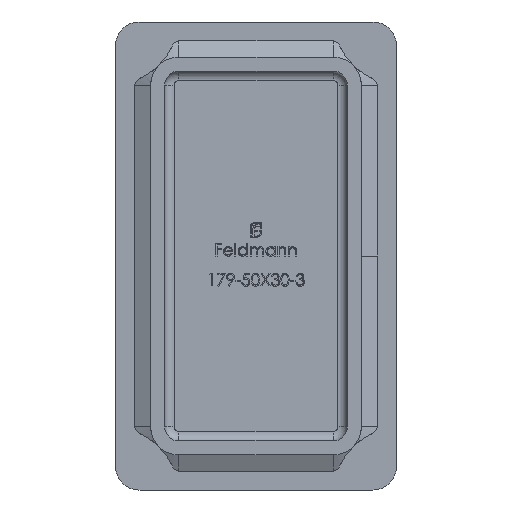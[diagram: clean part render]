
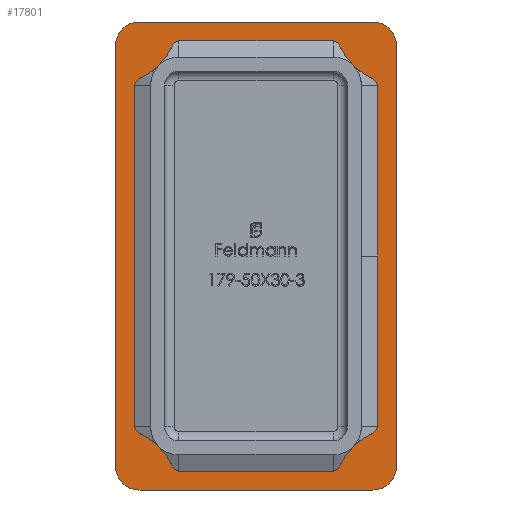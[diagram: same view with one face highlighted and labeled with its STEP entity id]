
A CAD part, front view. The second image highlights one B-rep face of the part: STEP entity #17801.
In plain terms, the highlighted planar face has unit normal (0, -1, 0).
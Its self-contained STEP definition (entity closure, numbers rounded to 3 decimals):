
#64 = DIRECTION ( 'NONE',  ( 0., 0., 1. ) ) ;
#165 = ORIENTED_EDGE ( 'NONE', *, *, #3615, .F. ) ;
#234 = ORIENTED_EDGE ( 'NONE', *, *, #14237, .F. ) ;
#264 = LINE ( 'NONE', #12504, #12791 ) ;
#338 = EDGE_CURVE ( 'NONE', #14815, #13250, #264, .T. ) ;
#493 = ORIENTED_EDGE ( 'NONE', *, *, #14266, .T. ) ;
#772 = ORIENTED_EDGE ( 'NONE', *, *, #9576, .F. ) ;
#907 = CIRCLE ( 'NONE', #18354, 3. ) ;
#1206 = DIRECTION ( 'NONE',  ( 0., 0., 1. ) ) ;
#1395 = ORIENTED_EDGE ( 'NONE', *, *, #22999, .F. ) ;
#1708 = DIRECTION ( 'NONE',  ( 0., 0., 1. ) ) ;
#2649 = EDGE_CURVE ( 'NONE', #17599, #10182, #6869, .T. ) ;
#2691 = ORIENTED_EDGE ( 'NONE', *, *, #16975, .F. ) ;
#3125 = CARTESIAN_POINT ( 'NONE',  ( -15., 0., 25. ) ) ;
#3186 = EDGE_CURVE ( 'NONE', #10597, #13250, #18785, .T. ) ;
#3229 = PLANE ( 'NONE',  #20505 ) ;
#3280 = AXIS2_PLACEMENT_3D ( 'NONE', #4282, #16388, #16536 ) ;
#3283 = VERTEX_POINT ( 'NONE', #12709 ) ;
#3309 = DIRECTION ( 'NONE',  ( 0., 0., 1. ) ) ;
#3325 = CARTESIAN_POINT ( 'NONE',  ( -11.25, 0., 18.25 ) ) ;
#3365 = CARTESIAN_POINT ( 'NONE',  ( 12.5, 0., -25. ) ) ;
#3398 = CIRCLE ( 'NONE', #3559, 2.5 ) ;
#3559 = AXIS2_PLACEMENT_3D ( 'NONE', #6360, #19156, #1206 ) ;
#3615 = EDGE_CURVE ( 'NONE', #6138, #17838, #13779, .T. ) ;
#3811 = VECTOR ( 'NONE', #22878, 1000. ) ;
#4116 = DIRECTION ( 'NONE',  ( 0., 0., 1. ) ) ;
#4233 = DIRECTION ( 'NONE',  ( 0., 0., -1. ) ) ;
#4282 = CARTESIAN_POINT ( 'NONE',  ( 8.25, 0., -18.25 ) ) ;
#4552 = ORIENTED_EDGE ( 'NONE', *, *, #3186, .T. ) ;
#4845 = ORIENTED_EDGE ( 'NONE', *, *, #22515, .F. ) ;
#5161 = VECTOR ( 'NONE', #6256, 1000. ) ;
#5189 = EDGE_CURVE ( 'NONE', #13261, #17200, #10720, .T. ) ;
#5194 = DIRECTION ( 'NONE',  ( 0., -1., 0. ) ) ;
#5196 = AXIS2_PLACEMENT_3D ( 'NONE', #9467, #14826, #4116 ) ;
#5456 = VECTOR ( 'NONE', #64, 1000. ) ;
#5475 = AXIS2_PLACEMENT_3D ( 'NONE', #21830, #11173, #11320 ) ;
#5710 = ORIENTED_EDGE ( 'NONE', *, *, #20827, .F. ) ;
#6138 = VERTEX_POINT ( 'NONE', #15024 ) ;
#6256 = DIRECTION ( 'NONE',  ( -1., 0., 0. ) ) ;
#6360 = CARTESIAN_POINT ( 'NONE',  ( 12.5, 0., -22.5 ) ) ;
#6520 = CARTESIAN_POINT ( 'NONE',  ( -8.25, 0., -21.25 ) ) ;
#6710 = ORIENTED_EDGE ( 'NONE', *, *, #338, .F. ) ;
#6869 = LINE ( 'NONE', #12663, #5456 ) ;
#6947 = VERTEX_POINT ( 'NONE', #17965 ) ;
#7244 = CARTESIAN_POINT ( 'NONE',  ( 12.5, 0., 22.5 ) ) ;
#7292 = ORIENTED_EDGE ( 'NONE', *, *, #17107, .T. ) ;
#7447 = EDGE_LOOP ( 'NONE', ( #19370, #7292, #5710, #9744, #12586, #4552, #6710, #493 ) ) ;
#7688 = CARTESIAN_POINT ( 'NONE',  ( -8.25, 0., -18.25 ) ) ;
#7896 = CARTESIAN_POINT ( 'NONE',  ( 11.25, 0., -18.25 ) ) ;
#7958 = CARTESIAN_POINT ( 'NONE',  ( -15., 0., 22.5 ) ) ;
#8707 = DIRECTION ( 'NONE',  ( 1., 0., 0. ) ) ;
#9029 = DIRECTION ( 'NONE',  ( 0., 0., 1. ) ) ;
#9249 = EDGE_LOOP ( 'NONE', ( #165, #2691, #14494, #21676, #1395, #4845, #234, #772 ) ) ;
#9467 = CARTESIAN_POINT ( 'NONE',  ( -12.5, 0., 22.5 ) ) ;
#9530 = DIRECTION ( 'NONE',  ( 0., -1., 0. ) ) ;
#9576 = EDGE_CURVE ( 'NONE', #17838, #6947, #907, .T. ) ;
#9632 = LINE ( 'NONE', #13854, #3811 ) ;
#9744 = ORIENTED_EDGE ( 'NONE', *, *, #5189, .T. ) ;
#10142 = CARTESIAN_POINT ( 'NONE',  ( 12.5, 0., 25. ) ) ;
#10182 = VERTEX_POINT ( 'NONE', #10519 ) ;
#10482 = CIRCLE ( 'NONE', #21609, 3. ) ;
#10519 = CARTESIAN_POINT ( 'NONE',  ( 11.25, 0., 18.25 ) ) ;
#10597 = VERTEX_POINT ( 'NONE', #17034 ) ;
#10720 = CIRCLE ( 'NONE', #20263, 2.5 ) ;
#10802 = VECTOR ( 'NONE', #4233, 1000. ) ;
#11069 = AXIS2_PLACEMENT_3D ( 'NONE', #22812, #22956, #12147 ) ;
#11173 = DIRECTION ( 'NONE',  ( 0., -1., 0. ) ) ;
#11303 = EDGE_CURVE ( 'NONE', #10597, #17200, #19497, .T. ) ;
#11320 = DIRECTION ( 'NONE',  ( 0., 0., 1. ) ) ;
#11571 = CARTESIAN_POINT ( 'NONE',  ( 15., 0., 22.5 ) ) ;
#11610 = CARTESIAN_POINT ( 'NONE',  ( -15., 0., -22.5 ) ) ;
#12147 = DIRECTION ( 'NONE',  ( 0., 0., 1. ) ) ;
#12255 = CIRCLE ( 'NONE', #5475, 3. ) ;
#12471 = LINE ( 'NONE', #22494, #10802 ) ;
#12504 = CARTESIAN_POINT ( 'NONE',  ( -15., 0., -25. ) ) ;
#12586 = ORIENTED_EDGE ( 'NONE', *, *, #11303, .F. ) ;
#12663 = CARTESIAN_POINT ( 'NONE',  ( 11.25, 0., 18.25 ) ) ;
#12709 = CARTESIAN_POINT ( 'NONE',  ( 8.25, 0., -21.25 ) ) ;
#12791 = VECTOR ( 'NONE', #1708, 1000. ) ;
#12902 = VERTEX_POINT ( 'NONE', #18986 ) ;
#12906 = VECTOR ( 'NONE', #19376, 1000. ) ;
#13037 = CIRCLE ( 'NONE', #3280, 3. ) ;
#13250 = VERTEX_POINT ( 'NONE', #7958 ) ;
#13261 = VERTEX_POINT ( 'NONE', #11571 ) ;
#13779 = LINE ( 'NONE', #21883, #5161 ) ;
#13854 = CARTESIAN_POINT ( 'NONE',  ( -8.25, 0., -21.25 ) ) ;
#13929 = DIRECTION ( 'NONE',  ( 0., 1., 0. ) ) ;
#14237 = EDGE_CURVE ( 'NONE', #6947, #16683, #15961, .T. ) ;
#14266 = EDGE_CURVE ( 'NONE', #14815, #16455, #15401, .T. ) ;
#14494 = ORIENTED_EDGE ( 'NONE', *, *, #2649, .F. ) ;
#14815 = VERTEX_POINT ( 'NONE', #11610 ) ;
#14826 = DIRECTION ( 'NONE',  ( 0., -1., 0. ) ) ;
#15024 = CARTESIAN_POINT ( 'NONE',  ( 8.25, 0., 21.25 ) ) ;
#15273 = VECTOR ( 'NONE', #21281, 1000. ) ;
#15401 = CIRCLE ( 'NONE', #11069, 2.5 ) ;
#15622 = VECTOR ( 'NONE', #8707, 1000. ) ;
#15961 = LINE ( 'NONE', #3325, #12906 ) ;
#16388 = DIRECTION ( 'NONE',  ( 0., -1., 0. ) ) ;
#16455 = VERTEX_POINT ( 'NONE', #20513 ) ;
#16536 = DIRECTION ( 'NONE',  ( 0., 0., -1. ) ) ;
#16683 = VERTEX_POINT ( 'NONE', #20976 ) ;
#16975 = EDGE_CURVE ( 'NONE', #10182, #6138, #12255, .T. ) ;
#17034 = CARTESIAN_POINT ( 'NONE',  ( -12.5, 0., 25. ) ) ;
#17107 = EDGE_CURVE ( 'NONE', #20334, #12902, #3398, .T. ) ;
#17200 = VERTEX_POINT ( 'NONE', #10142 ) ;
#17411 = CARTESIAN_POINT ( 'NONE',  ( 0., 0., 0. ) ) ;
#17599 = VERTEX_POINT ( 'NONE', #7896 ) ;
#17687 = CARTESIAN_POINT ( 'NONE',  ( -8.25, 0., 18.25 ) ) ;
#17801 = ADVANCED_FACE ( 'NONE', ( #20875, #18066 ), #3229, .F. ) ;
#17838 = VERTEX_POINT ( 'NONE', #23021 ) ;
#17965 = CARTESIAN_POINT ( 'NONE',  ( -11.25, 0., 18.25 ) ) ;
#18066 = FACE_OUTER_BOUND ( 'NONE', #7447, .T. ) ;
#18354 = AXIS2_PLACEMENT_3D ( 'NONE', #17687, #5194, #22913 ) ;
#18785 = CIRCLE ( 'NONE', #5196, 2.5 ) ;
#18875 = LINE ( 'NONE', #22996, #15273 ) ;
#18986 = CARTESIAN_POINT ( 'NONE',  ( 15., 0., -22.5 ) ) ;
#19156 = DIRECTION ( 'NONE',  ( 0., -1., 0. ) ) ;
#19370 = ORIENTED_EDGE ( 'NONE', *, *, #20254, .F. ) ;
#19376 = DIRECTION ( 'NONE',  ( 0., 0., -1. ) ) ;
#19497 = LINE ( 'NONE', #3125, #15622 ) ;
#19638 = DIRECTION ( 'NONE',  ( 0., -1., 0. ) ) ;
#19772 = EDGE_CURVE ( 'NONE', #3283, #17599, #13037, .T. ) ;
#20254 = EDGE_CURVE ( 'NONE', #20334, #16455, #18875, .T. ) ;
#20263 = AXIS2_PLACEMENT_3D ( 'NONE', #7244, #19638, #9029 ) ;
#20334 = VERTEX_POINT ( 'NONE', #3365 ) ;
#20505 = AXIS2_PLACEMENT_3D ( 'NONE', #17411, #13929, #3309 ) ;
#20513 = CARTESIAN_POINT ( 'NONE',  ( -12.5, 0., -25. ) ) ;
#20529 = VERTEX_POINT ( 'NONE', #6520 ) ;
#20827 = EDGE_CURVE ( 'NONE', #13261, #12902, #12471, .T. ) ;
#20875 = FACE_BOUND ( 'NONE', #9249, .T. ) ;
#20976 = CARTESIAN_POINT ( 'NONE',  ( -11.25, 0., -18.25 ) ) ;
#21281 = DIRECTION ( 'NONE',  ( -1., 0., 0. ) ) ;
#21609 = AXIS2_PLACEMENT_3D ( 'NONE', #7688, #9530, #21977 ) ;
#21676 = ORIENTED_EDGE ( 'NONE', *, *, #19772, .F. ) ;
#21830 = CARTESIAN_POINT ( 'NONE',  ( 8.25, 0., 18.25 ) ) ;
#21883 = CARTESIAN_POINT ( 'NONE',  ( -8.25, 0., 21.25 ) ) ;
#21977 = DIRECTION ( 'NONE',  ( 0., 0., 1. ) ) ;
#22494 = CARTESIAN_POINT ( 'NONE',  ( 15., 0., -25. ) ) ;
#22515 = EDGE_CURVE ( 'NONE', #16683, #20529, #10482, .T. ) ;
#22812 = CARTESIAN_POINT ( 'NONE',  ( -12.5, 0., -22.5 ) ) ;
#22878 = DIRECTION ( 'NONE',  ( 1., 0., 0. ) ) ;
#22913 = DIRECTION ( 'NONE',  ( 0., 0., 1. ) ) ;
#22956 = DIRECTION ( 'NONE',  ( 0., -1., 0. ) ) ;
#22996 = CARTESIAN_POINT ( 'NONE',  ( -15., 0., -25. ) ) ;
#22999 = EDGE_CURVE ( 'NONE', #20529, #3283, #9632, .T. ) ;
#23021 = CARTESIAN_POINT ( 'NONE',  ( -8.25, 0., 21.25 ) ) ;
